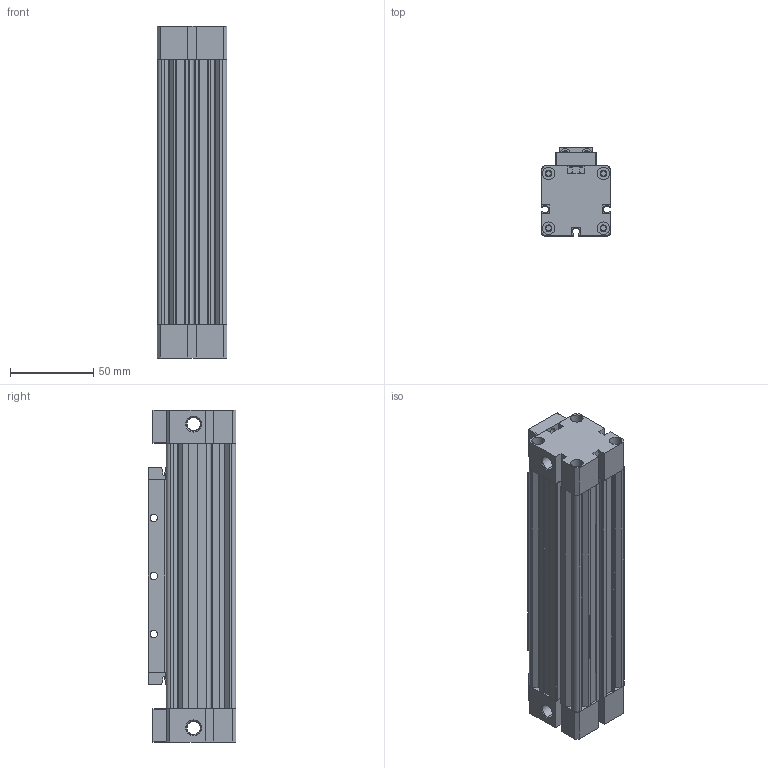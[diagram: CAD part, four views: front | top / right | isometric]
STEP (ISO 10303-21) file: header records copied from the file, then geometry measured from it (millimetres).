
FILE_DESCRIPTION (( 'STEP AP214' ), '1' );
FILE_NAME ('ZS 25-0 RODLESS CYLINDER.STEP', '2010-08-06T15:26:19', ( '' ), ( '' ), 'SwSTEP 2.0', 'SolidWorks 2010', '' );
FILE_SCHEMA (( 'AUTOMOTIVE_DESIGN' ));
Length unit declared in the file: millimetre
Products named in the file (6): ZS  25  BORU; ZS  25  KAPAK; KIZAKLI PÝSTON; BANT KAPAÐI; 烰  SIYIRICI; ZS  25-0  RODLESS  CYLINDER
Assembly tree (8 placements, depth 2):
  ZS  25-0  RODLESS  CYLINDER
    烰  SIYIRICI  x2
    ZS  25  BORU
    ZS  25  KAPAK  x2
    KIZAKLI PÝSTON
    BANT KAPAÐI  x2
Bounding box: 42 x 53 x 200 mm (x, y, z)
Volume: 311154.1 mm3; surface area: 109327.6 mm2
Topology: 8 solids, 8 shells, 603 faces, 1627 edges, 1066 vertices
Faces by surface type: cylinder 282, plane 269, cone 52
Entity records: 15234 total; most frequent: CARTESIAN_POINT 2941, DIRECTION 2462, ORIENTED_EDGE 2412, EDGE_CURVE 1206, AXIS2_PLACEMENT_3D 875, VERTEX_POINT 794, LINE 712, VECTOR 712
